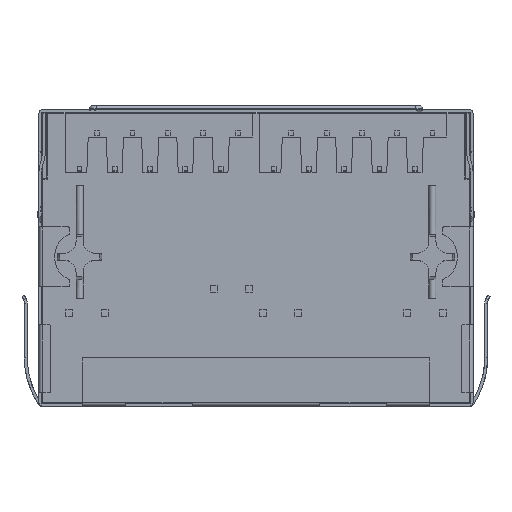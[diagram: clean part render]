
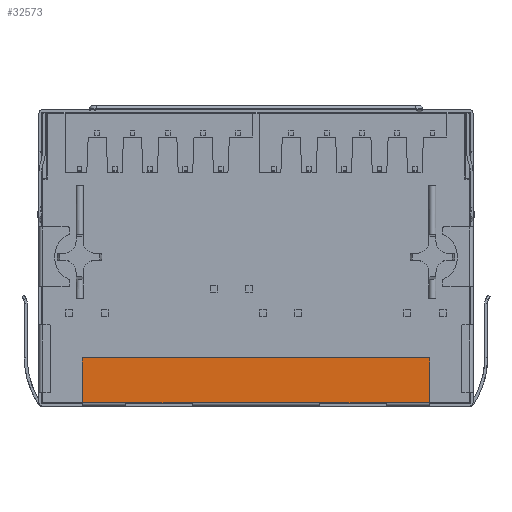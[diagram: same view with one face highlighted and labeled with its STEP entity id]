
A CAD part, top view. The second image highlights one B-rep face of the part: STEP entity #32573.
In plain terms, the highlighted planar face has unit normal (0, 0, 1).
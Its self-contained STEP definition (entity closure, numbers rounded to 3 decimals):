
#832=CIRCLE('',#34149,0.1);
#833=CIRCLE('',#34150,0.1);
#2817=ORIENTED_EDGE('',*,*,#9835,.T.);
#2818=ORIENTED_EDGE('',*,*,#9834,.F.);
#2819=ORIENTED_EDGE('',*,*,#9836,.T.);
#2820=ORIENTED_EDGE('',*,*,#9837,.F.);
#2821=ORIENTED_EDGE('',*,*,#9523,.T.);
#2822=ORIENTED_EDGE('',*,*,#9838,.T.);
#2823=ORIENTED_EDGE('',*,*,#9526,.T.);
#2824=ORIENTED_EDGE('',*,*,#9839,.F.);
#2825=ORIENTED_EDGE('',*,*,#9536,.T.);
#2826=ORIENTED_EDGE('',*,*,#9840,.T.);
#9523=EDGE_CURVE('',#13062,#13061,#15068,.T.);
#9526=EDGE_CURVE('',#13064,#13063,#15069,.T.);
#9536=EDGE_CURVE('',#13069,#13070,#15072,.T.);
#9834=EDGE_CURVE('',#13287,#13284,#15260,.T.);
#9835=EDGE_CURVE('',#13288,#13284,#832,.T.);
#9836=EDGE_CURVE('',#13287,#13289,#833,.T.);
#9837=EDGE_CURVE('',#13062,#13289,#15261,.T.);
#9838=EDGE_CURVE('',#13061,#13064,#15262,.T.);
#9839=EDGE_CURVE('',#13069,#13063,#15263,.T.);
#9840=EDGE_CURVE('',#13070,#13288,#15264,.T.);
#13061=VERTEX_POINT('',#43622);
#13062=VERTEX_POINT('',#43624);
#13063=VERTEX_POINT('',#43628);
#13064=VERTEX_POINT('',#43630);
#13069=VERTEX_POINT('',#43646);
#13070=VERTEX_POINT('',#43648);
#13284=VERTEX_POINT('',#44273);
#13287=VERTEX_POINT('',#44278);
#13288=VERTEX_POINT('',#44282);
#13289=VERTEX_POINT('',#44284);
#15068=LINE('',#43623,#17337);
#15069=LINE('',#43629,#17338);
#15072=LINE('',#43649,#17341);
#15260=LINE('',#44279,#17529);
#15261=LINE('',#44285,#17530);
#15262=LINE('',#44286,#17531);
#15263=LINE('',#44287,#17532);
#15264=LINE('',#44288,#17533);
#17337=VECTOR('',#36245,1000.);
#17338=VECTOR('',#36252,1000.);
#17341=VECTOR('',#36275,1000.);
#17529=VECTOR('',#36729,1000.);
#17530=VECTOR('',#36736,1000.);
#17531=VECTOR('',#36737,1000.);
#17532=VECTOR('',#36738,1000.);
#17533=VECTOR('',#36739,1000.);
#19468=EDGE_LOOP('',(#2817,#2818,#2819,#2820,#2821,#2822,#2823,#2824,#2825,
#2826));
#20911=FACE_BOUND('',#19468,.T.);
#22305=PLANE('',#34148);
#32573=ADVANCED_FACE('',(#20911),#22305,.T.);
#34148=AXIS2_PLACEMENT_3D('',#44280,#36730,#36731);
#34149=AXIS2_PLACEMENT_3D('',#44281,#36732,#36733);
#34150=AXIS2_PLACEMENT_3D('',#44283,#36734,#36735);
#36245=DIRECTION('',(1.,0.,0.));
#36252=DIRECTION('',(1.,0.,0.));
#36275=DIRECTION('',(1.,0.,0.));
#36729=DIRECTION('',(1.,0.,0.));
#36730=DIRECTION('',(0.,0.,1.));
#36731=DIRECTION('',(1.,0.,0.));
#36732=DIRECTION('',(0.,0.,1.));
#36733=DIRECTION('',(1.,0.,0.));
#36734=DIRECTION('',(0.,0.,1.));
#36735=DIRECTION('',(1.,0.,0.));
#36736=DIRECTION('',(0.,1.,0.));
#36737=DIRECTION('',(1.,0.,0.));
#36738=DIRECTION('',(-1.,0.,0.));
#36739=DIRECTION('',(0.,1.,0.));
#43622=CARTESIAN_POINT('',(-9.385,-10.425,6.815));
#43623=CARTESIAN_POINT('',(-15.37,-10.425,6.815));
#43624=CARTESIAN_POINT('',(-12.5,-10.425,6.815));
#43628=CARTESIAN_POINT('',(4.585,-10.425,6.815));
#43629=CARTESIAN_POINT('',(-15.37,-10.425,6.815));
#43630=CARTESIAN_POINT('',(-4.585,-10.425,6.815));
#43646=CARTESIAN_POINT('',(9.385,-10.425,6.815));
#43648=CARTESIAN_POINT('',(12.5,-10.425,6.815));
#43649=CARTESIAN_POINT('',(-15.37,-10.425,6.815));
#44273=CARTESIAN_POINT('',(12.4,-7.175,6.815));
#44278=CARTESIAN_POINT('',(-12.4,-7.175,6.815));
#44279=CARTESIAN_POINT('',(-15.37,-7.175,6.815));
#44280=CARTESIAN_POINT('',(-15.37,-7.175,6.815));
#44281=CARTESIAN_POINT('',(12.4,-7.275,6.815));
#44282=CARTESIAN_POINT('',(12.5,-7.275,6.815));
#44283=CARTESIAN_POINT('',(-12.4,-7.275,6.815));
#44284=CARTESIAN_POINT('',(-12.5,-7.275,6.815));
#44285=CARTESIAN_POINT('',(-12.5,-10.675,6.815));
#44286=CARTESIAN_POINT('',(-9.385,-10.425,6.815));
#44287=CARTESIAN_POINT('',(9.385,-10.425,6.815));
#44288=CARTESIAN_POINT('',(12.5,-10.675,6.815));
